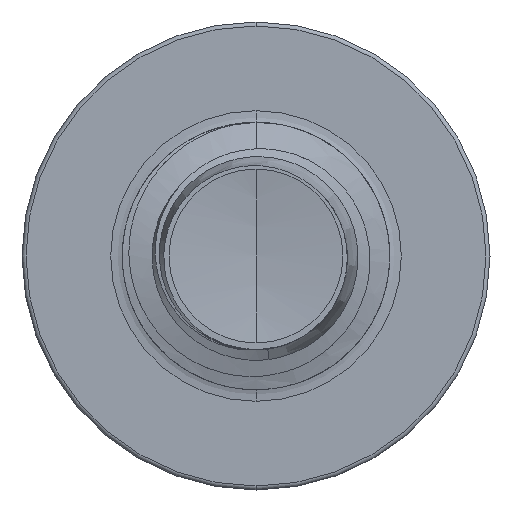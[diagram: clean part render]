
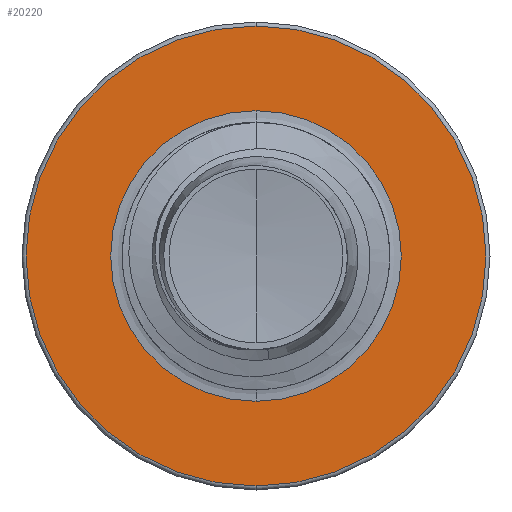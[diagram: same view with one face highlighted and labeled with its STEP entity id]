
A CAD part, front view. The second image highlights one B-rep face of the part: STEP entity #20220.
In plain terms, the highlighted planar face has unit normal (0, -1, 0).
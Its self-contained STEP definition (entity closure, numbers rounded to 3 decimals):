
#837 = EDGE_CURVE ( 'NONE', #6487, #2314, #11369, .T. ) ;
#1114 = EDGE_LOOP ( 'NONE', ( #6647, #11292 ) ) ;
#1328 = VERTEX_POINT ( 'NONE', #22762 ) ;
#1356 = EDGE_CURVE ( 'NONE', #1328, #2815, #19643, .T. ) ;
#1522 = CARTESIAN_POINT ( 'NONE',  ( 0., 11., -2.174 ) ) ;
#2137 = AXIS2_PLACEMENT_3D ( 'NONE', #5230, #18007, #7239 ) ;
#2314 = VERTEX_POINT ( 'NONE', #1522 ) ;
#2815 = VERTEX_POINT ( 'NONE', #3629 ) ;
#3629 = CARTESIAN_POINT ( 'NONE',  ( 0., 11., -3.44 ) ) ;
#3712 = ORIENTED_EDGE ( 'NONE', *, *, #1356, .F. ) ;
#4801 = AXIS2_PLACEMENT_3D ( 'NONE', #15874, #18982, #8583 ) ;
#5230 = CARTESIAN_POINT ( 'NONE',  ( 0., 11., 0. ) ) ;
#5280 = FACE_OUTER_BOUND ( 'NONE', #17264, .T. ) ;
#5933 = AXIS2_PLACEMENT_3D ( 'NONE', #9626, #10141, #10119 ) ;
#6487 = VERTEX_POINT ( 'NONE', #17951 ) ;
#6615 = PLANE ( 'NONE',  #4801 ) ;
#6647 = ORIENTED_EDGE ( 'NONE', *, *, #837, .T. ) ;
#7239 = DIRECTION ( 'NONE',  ( 0., 0., 1. ) ) ;
#8359 = DIRECTION ( 'NONE',  ( 0., 1., 0. ) ) ;
#8542 = AXIS2_PLACEMENT_3D ( 'NONE', #8605, #12132, #13574 ) ;
#8583 = DIRECTION ( 'NONE',  ( 0., 0., 1. ) ) ;
#8605 = CARTESIAN_POINT ( 'NONE',  ( 0., 11., 0. ) ) ;
#9626 = CARTESIAN_POINT ( 'NONE',  ( 0., 11., 0. ) ) ;
#10119 = DIRECTION ( 'NONE',  ( 0., 0., 1. ) ) ;
#10141 = DIRECTION ( 'NONE',  ( 0., 1., 0. ) ) ;
#11292 = ORIENTED_EDGE ( 'NONE', *, *, #15157, .T. ) ;
#11369 = CIRCLE ( 'NONE', #5933, 2.174 ) ;
#12132 = DIRECTION ( 'NONE',  ( 0., 1., 0. ) ) ;
#13574 = DIRECTION ( 'NONE',  ( 0., 0., 1. ) ) ;
#15157 = EDGE_CURVE ( 'NONE', #2314, #6487, #19588, .T. ) ;
#15843 = CIRCLE ( 'NONE', #2137, 3.44 ) ;
#15874 = CARTESIAN_POINT ( 'NONE',  ( 0., 11., -2.174 ) ) ;
#16445 = ORIENTED_EDGE ( 'NONE', *, *, #16872, .F. ) ;
#16872 = EDGE_CURVE ( 'NONE', #2815, #1328, #15843, .T. ) ;
#17264 = EDGE_LOOP ( 'NONE', ( #3712, #16445 ) ) ;
#17951 = CARTESIAN_POINT ( 'NONE',  ( 0., 11., 2.174 ) ) ;
#18007 = DIRECTION ( 'NONE',  ( 0., 1., 0. ) ) ;
#18827 = CARTESIAN_POINT ( 'NONE',  ( 0., 11., 0. ) ) ;
#18972 = FACE_BOUND ( 'NONE', #1114, .T. ) ;
#18982 = DIRECTION ( 'NONE',  ( 0., 1., 0. ) ) ;
#19588 = CIRCLE ( 'NONE', #21864, 2.174 ) ;
#19643 = CIRCLE ( 'NONE', #8542, 3.44 ) ;
#20126 = DIRECTION ( 'NONE',  ( 0., 0., 1. ) ) ;
#20220 = ADVANCED_FACE ( 'NONE', ( #5280, #18972 ), #6615, .F. ) ;
#21864 = AXIS2_PLACEMENT_3D ( 'NONE', #18827, #8359, #20126 ) ;
#22762 = CARTESIAN_POINT ( 'NONE',  ( 0., 11., 3.44 ) ) ;
